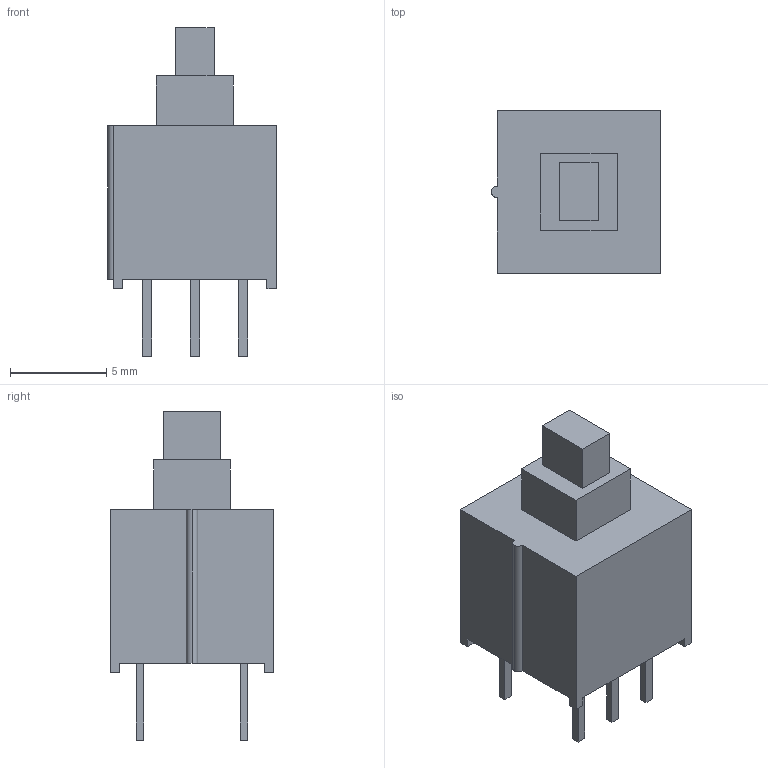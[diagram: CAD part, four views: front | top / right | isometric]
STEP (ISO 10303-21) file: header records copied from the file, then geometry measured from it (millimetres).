
FILE_DESCRIPTION(('HOOPS Exchange Step'),'2;1');
FILE_NAME('export-8913EA1C-88EA-4BDF-AE84-09B5EE348AC5.stp','2023-02-23T06:53:22-08:00',('Daxxn'),('Alibre'),'HOOPS Exchange 2022.0','Alibre','Unknown authorisation');
FILE_SCHEMA( ('AP242_MANAGED_MODEL_BASED_3D_ENGINEERING_MIM_LF {1 0 10303 442 1 1 4 }') );
Length unit declared in the file: centimetre
Products named in the file (1): PHAP4383V
Bounding box: 8.8 x 8.5 x 17.1 mm (x, y, z)
Volume: 641 mm3; surface area: 533.3 mm2
Topology: 1 solids, 1 shells, 61 faces, 153 edges, 102 vertices
Faces by surface type: plane 59, cylinder 2
Entity records: 1858 total; most frequent: CARTESIAN_POINT 318, ORIENTED_EDGE 306, DIRECTION 283, EDGE_CURVE 153, VECTOR 149, LINE 149, VERTEX_POINT 102, EDGE_LOOP 69
